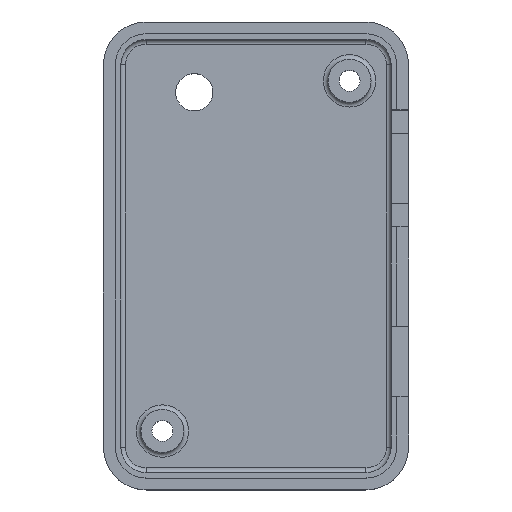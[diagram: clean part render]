
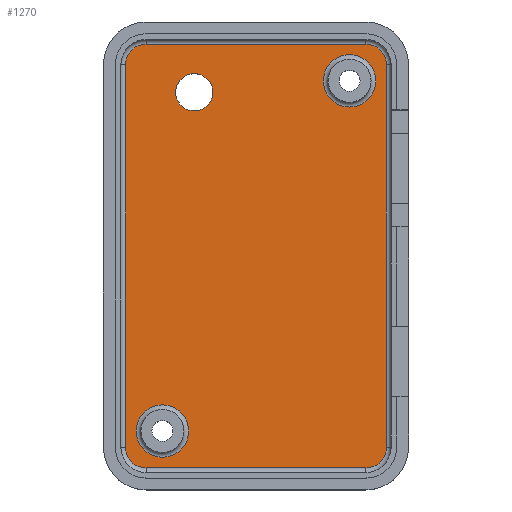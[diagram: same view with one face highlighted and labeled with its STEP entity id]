
A CAD part, top view. The second image highlights one B-rep face of the part: STEP entity #1270.
In plain terms, the highlighted planar face has unit normal (0, 0, 1).
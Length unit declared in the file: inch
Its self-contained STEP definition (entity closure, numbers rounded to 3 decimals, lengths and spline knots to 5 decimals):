
#35=FACE_BOUND('',#229,.T.);
#36=FACE_BOUND('',#230,.T.);
#37=FACE_BOUND('',#231,.T.);
#43=CIRCLE('',#1348,0.09941);
#53=CIRCLE('',#1361,0.11);
#56=CIRCLE('',#1366,0.11);
#60=CIRCLE('',#1372,0.11);
#64=CIRCLE('',#1378,0.11);
#68=CIRCLE('',#1388,0.14);
#69=CIRCLE('',#1389,0.14);
#156=FACE_OUTER_BOUND('',#228,.T.);
#228=EDGE_LOOP('',(#931,#932,#933,#934,#935,#936,#937,#938));
#229=EDGE_LOOP('',(#939));
#230=EDGE_LOOP('',(#940));
#231=EDGE_LOOP('',(#941));
#310=LINE('',#1942,#428);
#312=LINE('',#1954,#430);
#314=LINE('',#1966,#432);
#316=LINE('',#1975,#434);
#428=VECTOR('',#1551,0.3937);
#430=VECTOR('',#1565,0.3937);
#432=VECTOR('',#1579,0.3937);
#434=VECTOR('',#1591,0.3937);
#541=VERTEX_POINT('',#1912);
#548=VERTEX_POINT('',#1930);
#551=VERTEX_POINT('',#1935);
#553=VERTEX_POINT('',#1940);
#555=VERTEX_POINT('',#1946);
#557=VERTEX_POINT('',#1952);
#559=VERTEX_POINT('',#1958);
#561=VERTEX_POINT('',#1964);
#563=VERTEX_POINT('',#1970);
#572=VERTEX_POINT('',#2002);
#573=VERTEX_POINT('',#2004);
#673=EDGE_CURVE('',#541,#541,#43,.T.);
#683=EDGE_CURVE('',#551,#548,#53,.T.);
#685=EDGE_CURVE('',#553,#551,#310,.T.);
#688=EDGE_CURVE('',#555,#553,#56,.T.);
#691=EDGE_CURVE('',#557,#555,#312,.T.);
#694=EDGE_CURVE('',#559,#557,#60,.T.);
#697=EDGE_CURVE('',#561,#559,#314,.T.);
#700=EDGE_CURVE('',#563,#561,#64,.T.);
#702=EDGE_CURVE('',#548,#563,#316,.T.);
#716=EDGE_CURVE('',#572,#572,#68,.T.);
#717=EDGE_CURVE('',#573,#573,#69,.T.);
#931=ORIENTED_EDGE('',*,*,#683,.F.);
#932=ORIENTED_EDGE('',*,*,#685,.F.);
#933=ORIENTED_EDGE('',*,*,#688,.F.);
#934=ORIENTED_EDGE('',*,*,#691,.F.);
#935=ORIENTED_EDGE('',*,*,#694,.F.);
#936=ORIENTED_EDGE('',*,*,#697,.F.);
#937=ORIENTED_EDGE('',*,*,#700,.F.);
#938=ORIENTED_EDGE('',*,*,#702,.F.);
#939=ORIENTED_EDGE('',*,*,#673,.T.);
#940=ORIENTED_EDGE('',*,*,#716,.F.);
#941=ORIENTED_EDGE('',*,*,#717,.F.);
#1227=PLANE('',#1387);
#1270=ADVANCED_FACE('',(#156,#35,#36,#37),#1227,.T.);
#1348=AXIS2_PLACEMENT_3D('',#1914,#1519,#1520);
#1361=AXIS2_PLACEMENT_3D('',#1937,#1545,#1546);
#1366=AXIS2_PLACEMENT_3D('',#1948,#1557,#1558);
#1372=AXIS2_PLACEMENT_3D('',#1960,#1571,#1572);
#1378=AXIS2_PLACEMENT_3D('',#1972,#1585,#1586);
#1387=AXIS2_PLACEMENT_3D('',#2001,#1615,#1616);
#1388=AXIS2_PLACEMENT_3D('',#2003,#1617,#1618);
#1389=AXIS2_PLACEMENT_3D('',#2005,#1619,#1620);
#1519=DIRECTION('center_axis',(0.,0.,-1.));
#1520=DIRECTION('ref_axis',(-1.,0.,0.));
#1545=DIRECTION('center_axis',(0.,0.,-1.));
#1546=DIRECTION('ref_axis',(-0.707,0.707,0.));
#1551=DIRECTION('',(0.,1.,0.));
#1557=DIRECTION('center_axis',(0.,0.,-1.));
#1558=DIRECTION('ref_axis',(-0.707,-0.707,0.));
#1565=DIRECTION('',(-1.,0.,0.));
#1571=DIRECTION('center_axis',(0.,0.,-1.));
#1572=DIRECTION('ref_axis',(0.707,-0.707,0.));
#1579=DIRECTION('',(0.,-1.,0.));
#1585=DIRECTION('center_axis',(0.,0.,-1.));
#1586=DIRECTION('ref_axis',(0.707,0.707,0.));
#1591=DIRECTION('',(1.,0.,0.));
#1615=DIRECTION('center_axis',(0.,0.,1.));
#1616=DIRECTION('ref_axis',(1.,0.,0.));
#1617=DIRECTION('center_axis',(0.,0.,1.));
#1618=DIRECTION('ref_axis',(-1.,0.,0.));
#1619=DIRECTION('center_axis',(0.,0.,1.));
#1620=DIRECTION('ref_axis',(-1.,0.,0.));
#1912=CARTESIAN_POINT('',(7.58761,11.49659,0.093));
#1914=CARTESIAN_POINT('Origin',(7.4882,11.49659,0.093));
#1930=CARTESIAN_POINT('',(7.2312,11.75359,0.093));
#1935=CARTESIAN_POINT('',(7.1212,11.64359,0.093));
#1937=CARTESIAN_POINT('Origin',(7.2312,11.64359,0.093));
#1940=CARTESIAN_POINT('',(7.1212,9.59959,0.093));
#1942=CARTESIAN_POINT('',(7.1212,11.13259,0.093));
#1946=CARTESIAN_POINT('',(7.2312,9.48959,0.093));
#1948=CARTESIAN_POINT('Origin',(7.2312,9.59959,0.093));
#1952=CARTESIAN_POINT('',(8.4052,9.48959,0.093));
#1954=CARTESIAN_POINT('',(7.5247,9.48959,0.093));
#1958=CARTESIAN_POINT('',(8.5152,9.59959,0.093));
#1960=CARTESIAN_POINT('Origin',(8.4052,9.59959,0.093));
#1964=CARTESIAN_POINT('',(8.5152,11.64359,0.093));
#1966=CARTESIAN_POINT('',(8.5152,10.11059,0.093));
#1970=CARTESIAN_POINT('',(8.4052,11.75359,0.093));
#1972=CARTESIAN_POINT('Origin',(8.4052,11.64359,0.093));
#1975=CARTESIAN_POINT('',(8.1117,11.75359,0.093));
#2001=CARTESIAN_POINT('Origin',(7.8182,10.62159,0.093));
#2002=CARTESIAN_POINT('',(8.4582,11.55759,0.093));
#2003=CARTESIAN_POINT('Origin',(8.3182,11.55759,0.093));
#2004=CARTESIAN_POINT('',(7.4582,9.68659,0.093));
#2005=CARTESIAN_POINT('Origin',(7.3182,9.68659,0.093));
